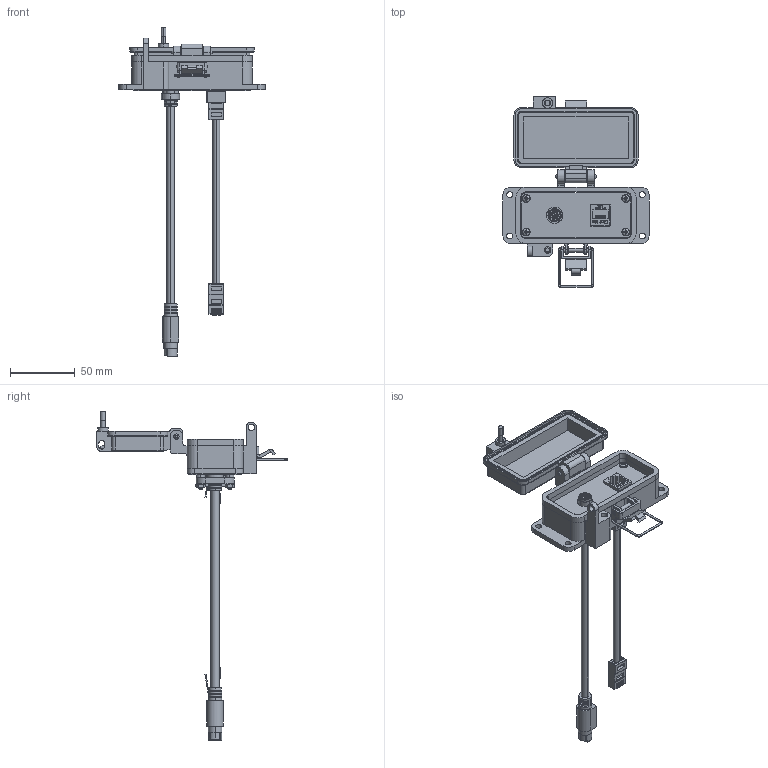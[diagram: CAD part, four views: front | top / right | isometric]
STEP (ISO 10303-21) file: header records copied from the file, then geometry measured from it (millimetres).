
FILE_DESCRIPTION (( 'STEP AP203' ), '1' );
FILE_NAME ('P-A10R13-F3RX_3D.STEP', '2019-07-17T16:22:49', ( '' ), ( '' ), 'SwSTEP 2.0', 'SolidWorks 2019', '' );
FILE_SCHEMA (( 'CONFIG_CONTROL_DESIGN' ));
Length unit declared in the file: millimetre
Products named in the file (17): Z-000-44011_8FH_91771A116; Z-020-3070; P-A10R13-F3RX_BP180_1; Z-001-SPR_5_8; R13; P-A10R13-F3RX_TP060_2; Z-002-4401_4HN_90675A005; 92005A124_METRIC PAN HEAD PHILLIPS MACHINE SCREW_92005A124; Z-000-4243316TFP; P-A10R13-F3RX_FP060_1; P-A10R13-F3RX_3D; Z-020-3050; Z-H-F3_B; A10; -F3; P-A10R13-F3RX_TP180_1; Z-300-RJ45CAT5
Assembly tree (24 placements, depth 3):
  P-A10R13-F3RX_3D
    P-A10R13-F3RX_BP180_1
    P-A10R13-F3RX_TP060_2
    Z-000-4243316TFP  x3
    A10
      Z-020-3050
    P-A10R13-F3RX_TP180_1
    Z-000-44011_8FH_91771A116  x2
    Z-001-SPR_5_8  x2
    Z-002-4401_4HN_90675A005  x2
    P-A10R13-F3RX_FP060_1
    -F3
      Z-H-F3_B
    R13
      Z-300-RJ45CAT5
      Z-020-3070
    92005A124_METRIC PAN HEAD PHILLIPS MACHINE SCREW_92005A124  x4
Bounding box: 113 x 147.61 x 254.11 mm (x, y, z)
Volume: 106171.5 mm3; surface area: 84248 mm2
Topology: 39 solids, 39 shells, 3313 faces, 9251 edges, 6095 vertices
Faces by surface type: cylinder 1504, plane 1142, bspline 486, cone 157, torus 16, sphere 8
Entity records: 106064 total; most frequent: CARTESIAN_POINT 48244, ORIENTED_EDGE 12942, DIRECTION 9828, EDGE_CURVE 6471, VERTEX_POINT 4268, LINE 3556, VECTOR 3556, AXIS2_PLACEMENT_3D 3136
